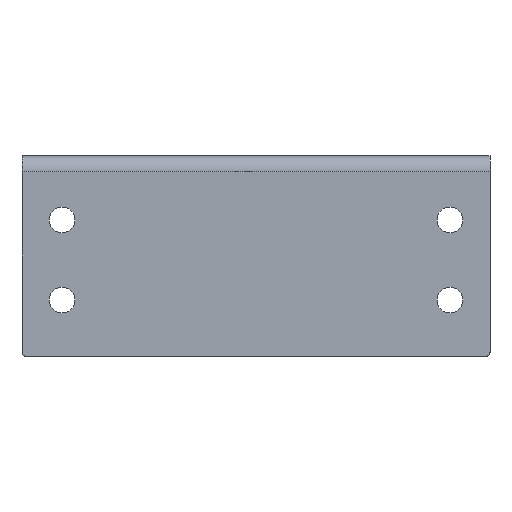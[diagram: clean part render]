
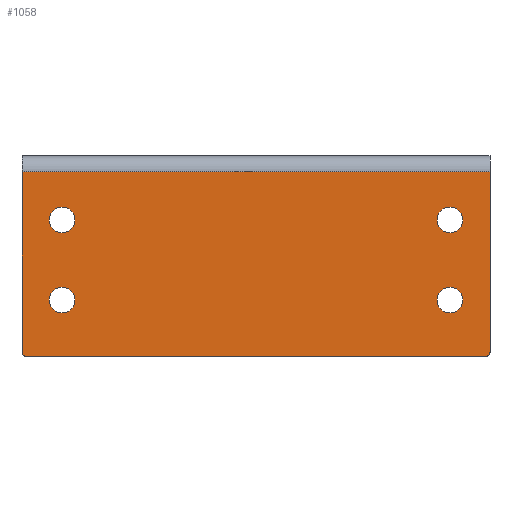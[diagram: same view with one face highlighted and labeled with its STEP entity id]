
A CAD part, front view. The second image highlights one B-rep face of the part: STEP entity #1058.
In plain terms, the highlighted planar face has unit normal (0, -1, 0).
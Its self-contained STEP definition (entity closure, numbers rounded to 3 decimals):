
#21=FACE_BOUND('',#146,.T.);
#22=FACE_BOUND('',#147,.T.);
#23=FACE_BOUND('',#148,.T.);
#24=FACE_BOUND('',#149,.T.);
#48=PLANE('',#1150);
#87=FACE_OUTER_BOUND('',#145,.T.);
#145=EDGE_LOOP('',(#823,#824,#825,#826,#827,#828));
#146=EDGE_LOOP('',(#829));
#147=EDGE_LOOP('',(#830));
#148=EDGE_LOOP('',(#831));
#149=EDGE_LOOP('',(#832));
#209=LINE('',#1537,#313);
#236=LINE('',#1605,#340);
#262=LINE('',#1691,#366);
#263=LINE('',#1693,#367);
#313=VECTOR('',#1227,10.);
#340=VECTOR('',#1272,10.);
#366=VECTOR('',#1354,10.);
#367=VECTOR('',#1355,10.);
#432=CIRCLE('',#1148,0.5);
#433=CIRCLE('',#1151,0.5);
#434=CIRCLE('',#1152,1.6);
#435=CIRCLE('',#1153,1.6);
#436=CIRCLE('',#1154,1.6);
#437=CIRCLE('',#1155,1.6);
#461=VERTEX_POINT('',#1534);
#462=VERTEX_POINT('',#1536);
#489=VERTEX_POINT('',#1602);
#490=VERTEX_POINT('',#1604);
#522=VERTEX_POINT('',#1690);
#523=VERTEX_POINT('',#1692);
#524=VERTEX_POINT('',#1695);
#525=VERTEX_POINT('',#1697);
#526=VERTEX_POINT('',#1699);
#527=VERTEX_POINT('',#1701);
#566=EDGE_CURVE('',#461,#462,#209,.T.);
#598=EDGE_CURVE('',#489,#490,#236,.T.);
#640=EDGE_CURVE('',#490,#461,#432,.T.);
#642=EDGE_CURVE('',#522,#489,#262,.T.);
#643=EDGE_CURVE('',#522,#523,#263,.T.);
#644=EDGE_CURVE('',#462,#523,#433,.T.);
#645=EDGE_CURVE('',#524,#524,#434,.T.);
#646=EDGE_CURVE('',#525,#525,#435,.T.);
#647=EDGE_CURVE('',#526,#526,#436,.T.);
#648=EDGE_CURVE('',#527,#527,#437,.T.);
#823=ORIENTED_EDGE('',*,*,#640,.F.);
#824=ORIENTED_EDGE('',*,*,#598,.F.);
#825=ORIENTED_EDGE('',*,*,#642,.F.);
#826=ORIENTED_EDGE('',*,*,#643,.T.);
#827=ORIENTED_EDGE('',*,*,#644,.F.);
#828=ORIENTED_EDGE('',*,*,#566,.F.);
#829=ORIENTED_EDGE('',*,*,#645,.T.);
#830=ORIENTED_EDGE('',*,*,#646,.T.);
#831=ORIENTED_EDGE('',*,*,#647,.T.);
#832=ORIENTED_EDGE('',*,*,#648,.T.);
#1058=ADVANCED_FACE('',(#87,#21,#22,#23,#24),#48,.T.);
#1148=AXIS2_PLACEMENT_3D('',#1687,#1348,#1349);
#1150=AXIS2_PLACEMENT_3D('',#1689,#1352,#1353);
#1151=AXIS2_PLACEMENT_3D('',#1694,#1356,#1357);
#1152=AXIS2_PLACEMENT_3D('',#1696,#1358,#1359);
#1153=AXIS2_PLACEMENT_3D('',#1698,#1360,#1361);
#1154=AXIS2_PLACEMENT_3D('',#1700,#1362,#1363);
#1155=AXIS2_PLACEMENT_3D('',#1702,#1364,#1365);
#1227=DIRECTION('',(-1.,0.,0.));
#1272=DIRECTION('',(0.,0.,-1.));
#1348=DIRECTION('center_axis',(0.,1.,0.));
#1349=DIRECTION('ref_axis',(0.707,0.,-0.707));
#1352=DIRECTION('center_axis',(0.,-1.,0.));
#1353=DIRECTION('ref_axis',(-1.,0.,0.));
#1354=DIRECTION('',(1.,0.,0.));
#1355=DIRECTION('',(0.,0.,-1.));
#1356=DIRECTION('center_axis',(0.,1.,0.));
#1357=DIRECTION('ref_axis',(-0.707,0.,-0.707));
#1358=DIRECTION('center_axis',(0.,1.,0.));
#1359=DIRECTION('ref_axis',(-1.,0.,0.));
#1360=DIRECTION('center_axis',(0.,1.,0.));
#1361=DIRECTION('ref_axis',(-1.,0.,0.));
#1362=DIRECTION('center_axis',(0.,1.,0.));
#1363=DIRECTION('ref_axis',(-1.,0.,0.));
#1364=DIRECTION('center_axis',(0.,1.,0.));
#1365=DIRECTION('ref_axis',(-1.,0.,0.));
#1534=CARTESIAN_POINT('',(28.675,-12.95,-25.));
#1536=CARTESIAN_POINT('',(-28.675,-12.95,-25.));
#1537=CARTESIAN_POINT('',(-29.175,-12.95,-25.));
#1602=CARTESIAN_POINT('',(29.175,-12.95,-2.));
#1604=CARTESIAN_POINT('',(29.175,-12.95,-24.5));
#1605=CARTESIAN_POINT('',(29.175,-12.95,0.));
#1687=CARTESIAN_POINT('Origin',(28.675,-12.95,-24.5));
#1689=CARTESIAN_POINT('Origin',(29.175,-12.95,0.));
#1690=CARTESIAN_POINT('',(-29.175,-12.95,-2.));
#1691=CARTESIAN_POINT('',(14.588,-12.95,-2.));
#1692=CARTESIAN_POINT('',(-29.175,-12.95,-24.5));
#1693=CARTESIAN_POINT('',(-29.175,-12.95,0.));
#1694=CARTESIAN_POINT('Origin',(-28.675,-12.95,-24.5));
#1695=CARTESIAN_POINT('',(-22.575,-12.95,-8.));
#1696=CARTESIAN_POINT('Origin',(-24.175,-12.95,-8.));
#1697=CARTESIAN_POINT('',(25.775,-12.95,-8.));
#1698=CARTESIAN_POINT('Origin',(24.175,-12.95,-8.));
#1699=CARTESIAN_POINT('',(-22.575,-12.95,-18.));
#1700=CARTESIAN_POINT('Origin',(-24.175,-12.95,-18.));
#1701=CARTESIAN_POINT('',(25.775,-12.95,-18.));
#1702=CARTESIAN_POINT('Origin',(24.175,-12.95,-18.));
